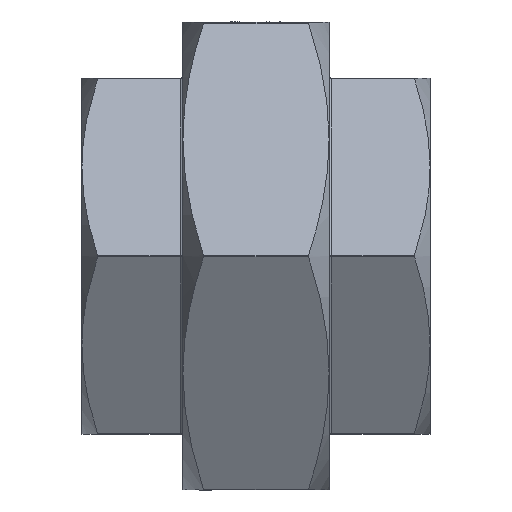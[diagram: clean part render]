
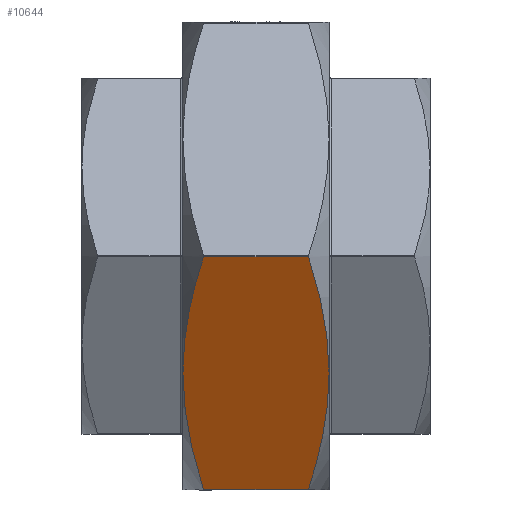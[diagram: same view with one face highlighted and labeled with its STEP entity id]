
A CAD part, front view. The second image highlights one B-rep face of the part: STEP entity #10644.
In plain terms, the highlighted planar face has unit normal (0, -0.866, -0.5).
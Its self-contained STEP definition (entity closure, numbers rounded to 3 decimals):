
#16 = VERTEX_POINT ( 'NONE', #14726 ) ;
#555 = VECTOR ( 'NONE', #9029, 1000. ) ;
#853 =( BOUNDED_CURVE ( )  B_SPLINE_CURVE ( 2, ( #10459, #5773, #13894 ),
 .UNSPECIFIED., .F., .T. ) 
 B_SPLINE_CURVE_WITH_KNOTS ( ( 3, 3 ),
 ( 3.749, 6.462 ),
 .UNSPECIFIED. ) 
 CURVE ( )  GEOMETRIC_REPRESENTATION_ITEM ( )  RATIONAL_B_SPLINE_CURVE ( ( 1., 1.052, 1.029 ) ) 
 REPRESENTATION_ITEM ( '' )  );
#954 = CARTESIAN_POINT ( 'NONE',  ( 9.87, -50.72, -0.15 ) ) ;
#1679 = DIRECTION ( 'NONE',  ( 0., -0.5, 0.866 ) ) ;
#2025 = ORIENTED_EDGE ( 'NONE', *, *, #2962, .F. ) ;
#2932 = CARTESIAN_POINT ( 'NONE',  ( 0., -25.403, -44. ) ) ;
#2962 = EDGE_CURVE ( 'NONE', #5923, #2984, #7165, .T. ) ;
#2984 = VERTEX_POINT ( 'NONE', #3003 ) ;
#3003 = CARTESIAN_POINT ( 'NONE',  ( -9.87, -25.49, -43.85 ) ) ;
#3089 = ORIENTED_EDGE ( 'NONE', *, *, #6145, .F. ) ;
#3347 = EDGE_CURVE ( 'NONE', #14725, #2984, #853, .T. ) ;
#3361 = CARTESIAN_POINT ( 'NONE',  ( -13.75, -43.965, -11.85 ) ) ;
#3695 = EDGE_CURVE ( 'NONE', #5923, #4519, #4787, .T. ) ;
#4474 =( BOUNDED_CURVE ( )  B_SPLINE_CURVE ( 2, ( #14324, #10802, #11992 ),
 .UNSPECIFIED., .F., .T. ) 
 B_SPLINE_CURVE_WITH_KNOTS ( ( 3, 3 ),
 ( 3.749, 6.462 ),
 .UNSPECIFIED. ) 
 CURVE ( )  GEOMETRIC_REPRESENTATION_ITEM ( )  RATIONAL_B_SPLINE_CURVE ( ( 1., 1.052, 1.029 ) ) 
 REPRESENTATION_ITEM ( '' )  );
#4519 = VERTEX_POINT ( 'NONE', #5669 ) ;
#4787 =( BOUNDED_CURVE ( )  B_SPLINE_CURVE ( 2, ( #9337, #9387, #12821 ),
 .UNSPECIFIED., .F., .T. ) 
 B_SPLINE_CURVE_WITH_KNOTS ( ( 3, 3 ),
 ( 1.035, 3.749 ),
 .UNSPECIFIED. ) 
 CURVE ( )  GEOMETRIC_REPRESENTATION_ITEM ( )  RATIONAL_B_SPLINE_CURVE ( ( 1.029, 1.052, 1. ) ) 
 REPRESENTATION_ITEM ( '' )  );
#5080 = EDGE_CURVE ( 'NONE', #16, #14725, #6010, .T. ) ;
#5669 = CARTESIAN_POINT ( 'NONE',  ( 13.75, -38.105, -22. ) ) ;
#5773 = CARTESIAN_POINT ( 'NONE',  ( -13.75, -32.245, -32.15 ) ) ;
#5923 = VERTEX_POINT ( 'NONE', #12804 ) ;
#6010 =( BOUNDED_CURVE ( )  B_SPLINE_CURVE ( 2, ( #9417, #3361, #12953 ),
 .UNSPECIFIED., .F., .F. ) 
 B_SPLINE_CURVE_WITH_KNOTS ( ( 3, 3 ),
 ( 1.035, 3.749 ),
 .UNSPECIFIED. ) 
 CURVE ( )  GEOMETRIC_REPRESENTATION_ITEM ( )  RATIONAL_B_SPLINE_CURVE ( ( 1.029, 1.052, 1. ) ) 
 REPRESENTATION_ITEM ( '' )  );
#6145 = EDGE_CURVE ( 'NONE', #16, #7930, #7662, .T. ) ;
#6638 = EDGE_CURVE ( 'NONE', #4519, #7930, #4474, .T. ) ;
#6646 = VECTOR ( 'NONE', #12227, 1000. ) ;
#6653 = PLANE ( 'NONE',  #8087 ) ;
#7091 = EDGE_LOOP ( 'NONE', ( #2025, #11740, #15088, #3089, #14894, #13812 ) ) ;
#7165 = LINE ( 'NONE', #12327, #6646 ) ;
#7662 = LINE ( 'NONE', #11328, #555 ) ;
#7758 = DIRECTION ( 'NONE',  ( 0., -0.866, -0.5 ) ) ;
#7930 = VERTEX_POINT ( 'NONE', #954 ) ;
#8087 = AXIS2_PLACEMENT_3D ( 'NONE', #2932, #7758, #1679 ) ;
#9029 = DIRECTION ( 'NONE',  ( 1., 0., 0. ) ) ;
#9337 = CARTESIAN_POINT ( 'NONE',  ( 9.87, -25.49, -43.85 ) ) ;
#9387 = CARTESIAN_POINT ( 'NONE',  ( 13.75, -32.245, -32.15 ) ) ;
#9417 = CARTESIAN_POINT ( 'NONE',  ( -9.87, -50.72, -0.15 ) ) ;
#10459 = CARTESIAN_POINT ( 'NONE',  ( -13.75, -38.105, -22. ) ) ;
#10644 = ADVANCED_FACE ( 'NONE', ( #14360 ), #6653, .T. ) ;
#10802 = CARTESIAN_POINT ( 'NONE',  ( 13.75, -43.965, -11.85 ) ) ;
#11328 = CARTESIAN_POINT ( 'NONE',  ( 0., -50.72, -0.15 ) ) ;
#11740 = ORIENTED_EDGE ( 'NONE', *, *, #3695, .T. ) ;
#11992 = CARTESIAN_POINT ( 'NONE',  ( 9.87, -50.72, -0.15 ) ) ;
#12227 = DIRECTION ( 'NONE',  ( -1., 0., 0. ) ) ;
#12310 = CARTESIAN_POINT ( 'NONE',  ( -13.75, -38.105, -22. ) ) ;
#12327 = CARTESIAN_POINT ( 'NONE',  ( 0., -25.49, -43.85 ) ) ;
#12804 = CARTESIAN_POINT ( 'NONE',  ( 9.87, -25.49, -43.85 ) ) ;
#12821 = CARTESIAN_POINT ( 'NONE',  ( 13.75, -38.105, -22. ) ) ;
#12953 = CARTESIAN_POINT ( 'NONE',  ( -13.75, -38.105, -22. ) ) ;
#13812 = ORIENTED_EDGE ( 'NONE', *, *, #3347, .T. ) ;
#13894 = CARTESIAN_POINT ( 'NONE',  ( -9.87, -25.49, -43.85 ) ) ;
#14324 = CARTESIAN_POINT ( 'NONE',  ( 13.75, -38.105, -22. ) ) ;
#14360 = FACE_OUTER_BOUND ( 'NONE', #7091, .T. ) ;
#14725 = VERTEX_POINT ( 'NONE', #12310 ) ;
#14726 = CARTESIAN_POINT ( 'NONE',  ( -9.87, -50.72, -0.15 ) ) ;
#14894 = ORIENTED_EDGE ( 'NONE', *, *, #5080, .T. ) ;
#15088 = ORIENTED_EDGE ( 'NONE', *, *, #6638, .T. ) ;
